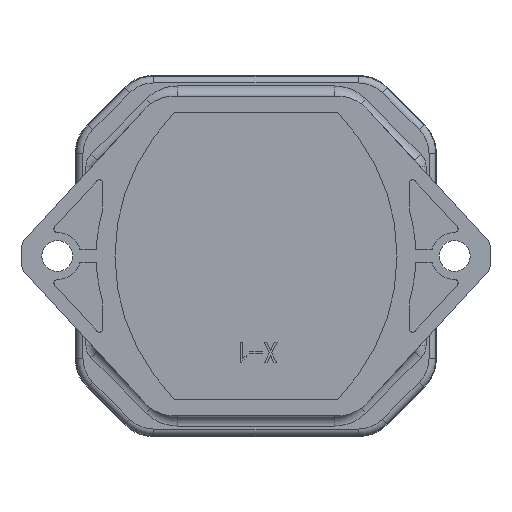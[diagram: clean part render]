
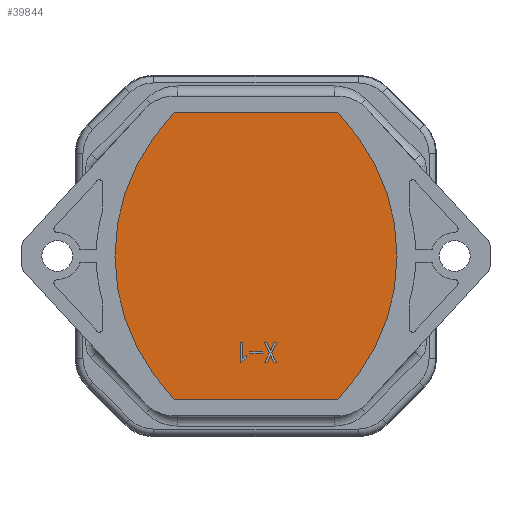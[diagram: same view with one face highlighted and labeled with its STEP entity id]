
A CAD part, front view. The second image highlights one B-rep face of the part: STEP entity #39844.
In plain terms, the highlighted face is planar.
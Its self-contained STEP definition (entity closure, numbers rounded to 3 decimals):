
#35639=CARTESIAN_POINT('',(25.69,23.75,0.1));
#35640=DIRECTION('',(0.,0.,1.));
#35641=DIRECTION('',(1.,0.,0.));
#35642=AXIS2_PLACEMENT_3D('',#35639,#35640,#35641);
#35644=CARTESIAN_POINT('',(43.81,23.75,0.1));
#35645=DIRECTION('',(0.,0.,1.));
#35646=DIRECTION('',(-0.706,0.708,0.));
#35647=AXIS2_PLACEMENT_3D('',#35644,#35645,#35646);
#35649=CARTESIAN_POINT('',(43.81,23.75,0.1));
#35650=DIRECTION('',(0.,0.,1.));
#35651=DIRECTION('',(-1.,0.,0.));
#35652=AXIS2_PLACEMENT_3D('',#35649,#35650,#35651);
#35654=CARTESIAN_POINT('',(25.69,23.75,0.1));
#35655=DIRECTION('',(0.,0.,1.));
#35656=DIRECTION('',(0.706,-0.708,0.));
#35657=AXIS2_PLACEMENT_3D('',#35654,#35655,#35656);
#35663=DIRECTION('',(1.,0.,0.));
#35664=VECTOR('',#35663,24.232);
#35665=CARTESIAN_POINT('',(22.634,45.,0.1));
#35666=LINE('',#35665,#35664);
#35683=DIRECTION('',(-1.,0.,0.));
#35684=VECTOR('',#35683,24.232);
#35685=CARTESIAN_POINT('',(46.866,2.5,0.1));
#35686=LINE('',#35685,#35684);
#36734=CARTESIAN_POINT('',(46.866,2.5,0.1));
#36735=CARTESIAN_POINT('',(55.69,23.75,0.1));
#36736=VERTEX_POINT('',#36734);
#36737=VERTEX_POINT('',#36735);
#36738=CARTESIAN_POINT('',(46.866,45.,0.1));
#36739=VERTEX_POINT('',#36738);
#36740=CARTESIAN_POINT('',(22.634,45.,0.1));
#36741=VERTEX_POINT('',#36740);
#36742=CARTESIAN_POINT('',(13.81,23.75,0.1));
#36743=VERTEX_POINT('',#36742);
#36744=CARTESIAN_POINT('',(22.634,2.5,0.1));
#36745=VERTEX_POINT('',#36744);
#39827=CARTESIAN_POINT('',(43.81,23.75,0.1));
#39828=DIRECTION('',(0.,0.,1.));
#39829=DIRECTION('',(1.,0.,0.));
#39830=AXIS2_PLACEMENT_3D('',#39827,#39828,#39829);
#39831=PLANE('',#39830);
#39832=ORIENTED_EDGE('',*,*,#39822,.T.);
#39834=ORIENTED_EDGE('',*,*,#39833,.F.);
#39836=ORIENTED_EDGE('',*,*,#39835,.T.);
#39838=ORIENTED_EDGE('',*,*,#39837,.T.);
#39840=ORIENTED_EDGE('',*,*,#39839,.F.);
#39841=ORIENTED_EDGE('',*,*,#39814,.T.);
#39842=EDGE_LOOP('',(#39832,#39834,#39836,#39838,#39840,#39841));
#39843=FACE_OUTER_BOUND('',#39842,.F.);
#39844=ADVANCED_FACE('',(#39843),#39831,.F.);
#35643=CIRCLE('',#35642,30.);
#35648=CIRCLE('',#35647,30.);
#35653=CIRCLE('',#35652,30.);
#35658=CIRCLE('',#35657,30.);
#39814=EDGE_CURVE('',#36736,#36737,#35658,.T.);
#39822=EDGE_CURVE('',#36737,#36739,#35643,.T.);
#39833=EDGE_CURVE('',#36741,#36739,#35666,.T.);
#39835=EDGE_CURVE('',#36741,#36743,#35648,.T.);
#39837=EDGE_CURVE('',#36743,#36745,#35653,.T.);
#39839=EDGE_CURVE('',#36736,#36745,#35686,.T.);
